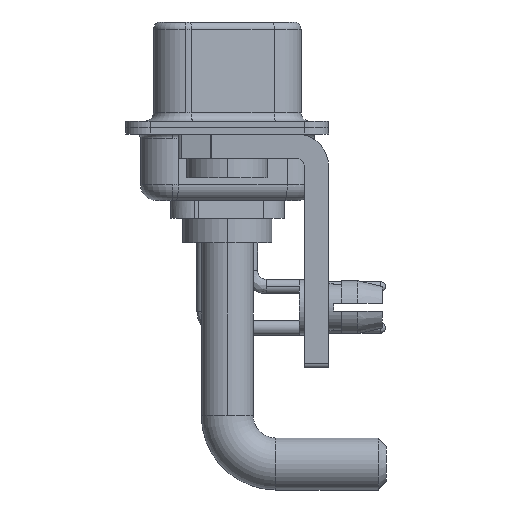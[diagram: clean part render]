
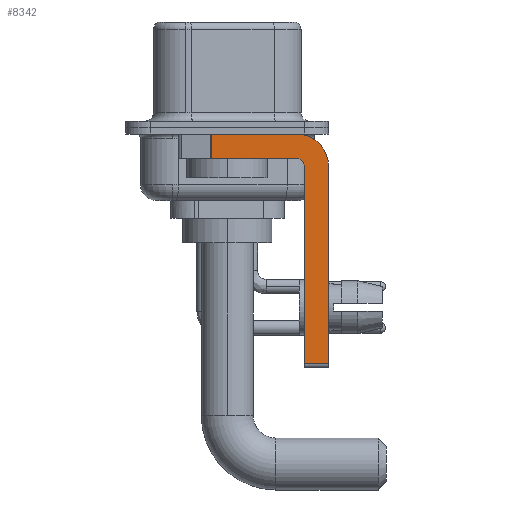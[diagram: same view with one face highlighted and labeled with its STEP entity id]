
A CAD part, left-side view. The second image highlights one B-rep face of the part: STEP entity #8342.
In plain terms, the highlighted planar face has unit normal (-1, 0, 0).
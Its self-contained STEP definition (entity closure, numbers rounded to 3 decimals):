
#82 = AXIS2_PLACEMENT_3D ( 'NONE', #20381, #14039, #22461 ) ;
#146 = CARTESIAN_POINT ( 'NONE',  ( -2.9, 0.978, -1.9 ) ) ;
#272 = EDGE_CURVE ( 'NONE', #24502, #16677, #8960, .T. ) ;
#505 = AXIS2_PLACEMENT_3D ( 'NONE', #18935, #25171, #18651 ) ;
#700 = ORIENTED_EDGE ( 'NONE', *, *, #3855, .F. ) ;
#1114 = DIRECTION ( 'NONE',  ( 0., 0., 1. ) ) ;
#1252 = CARTESIAN_POINT ( 'NONE',  ( -2.9, -4.75, -14.8 ) ) ;
#1376 = DIRECTION ( 'NONE',  ( 0., -1., 0. ) ) ;
#1411 = CIRCLE ( 'NONE', #82, 2. ) ;
#2354 = DIRECTION ( 'NONE',  ( 0., 0., -1. ) ) ;
#3589 = CARTESIAN_POINT ( 'NONE',  ( -2.9, -4.75, -2.4 ) ) ;
#3855 = EDGE_CURVE ( 'NONE', #9834, #11881, #18929, .T. ) ;
#4067 = CARTESIAN_POINT ( 'NONE',  ( -2.9, 0.978, -0.4 ) ) ;
#4719 = VECTOR ( 'NONE', #13612, 1000. ) ;
#4754 = AXIS2_PLACEMENT_3D ( 'NONE', #5673, #24747, #12182 ) ;
#4903 = LINE ( 'NONE', #22159, #4719 ) ;
#5053 = EDGE_CURVE ( 'NONE', #12042, #16677, #4903, .T. ) ;
#5601 = EDGE_CURVE ( 'NONE', #23414, #12042, #11801, .T. ) ;
#5673 = CARTESIAN_POINT ( 'NONE',  ( -2.9, -4.25, -2.4 ) ) ;
#6076 = VERTEX_POINT ( 'NONE', #13145 ) ;
#6102 = ORIENTED_EDGE ( 'NONE', *, *, #19319, .F. ) ;
#6306 = ORIENTED_EDGE ( 'NONE', *, *, #26175, .F. ) ;
#8342 = ADVANCED_FACE ( 'NONE', ( #11612 ), #21151, .F. ) ;
#8863 = CARTESIAN_POINT ( 'NONE',  ( -2.9, -6.25, -14.55 ) ) ;
#8960 = LINE ( 'NONE', #146, #25225 ) ;
#9432 = VECTOR ( 'NONE', #12775, 1000. ) ;
#9508 = VECTOR ( 'NONE', #20344, 1000. ) ;
#9834 = VERTEX_POINT ( 'NONE', #26533 ) ;
#9967 = VECTOR ( 'NONE', #1114, 1000. ) ;
#10274 = EDGE_LOOP ( 'NONE', ( #6306, #19392, #21694, #13114, #6102, #18341, #700, #24604 ) ) ;
#11351 = CARTESIAN_POINT ( 'NONE',  ( -2.9, -4.25, -1.9 ) ) ;
#11612 = FACE_OUTER_BOUND ( 'NONE', #10274, .T. ) ;
#11643 = CARTESIAN_POINT ( 'NONE',  ( -2.9, -6.25, -2.4 ) ) ;
#11801 = CIRCLE ( 'NONE', #4754, 0.5 ) ;
#11881 = VERTEX_POINT ( 'NONE', #8863 ) ;
#12042 = VERTEX_POINT ( 'NONE', #11351 ) ;
#12182 = DIRECTION ( 'NONE',  ( 0., 0., 1. ) ) ;
#12775 = DIRECTION ( 'NONE',  ( 0., -1., 0. ) ) ;
#13067 = EDGE_CURVE ( 'NONE', #17186, #9834, #1411, .T. ) ;
#13114 = ORIENTED_EDGE ( 'NONE', *, *, #5601, .F. ) ;
#13145 = CARTESIAN_POINT ( 'NONE',  ( -2.9, -4.75, -14.55 ) ) ;
#13612 = DIRECTION ( 'NONE',  ( 0., 1., 0. ) ) ;
#14039 = DIRECTION ( 'NONE',  ( 1., 0., 0. ) ) ;
#14709 = LINE ( 'NONE', #18842, #9432 ) ;
#15621 = LINE ( 'NONE', #24042, #16166 ) ;
#16166 = VECTOR ( 'NONE', #1376, 1000. ) ;
#16677 = VERTEX_POINT ( 'NONE', #25586 ) ;
#17186 = VERTEX_POINT ( 'NONE', #22862 ) ;
#17244 = EDGE_CURVE ( 'NONE', #6076, #11881, #14709, .T. ) ;
#18227 = LINE ( 'NONE', #1252, #9967 ) ;
#18341 = ORIENTED_EDGE ( 'NONE', *, *, #17244, .T. ) ;
#18651 = DIRECTION ( 'NONE',  ( 0., 0., -1. ) ) ;
#18842 = CARTESIAN_POINT ( 'NONE',  ( -2.9, -4.25, -14.55 ) ) ;
#18929 = LINE ( 'NONE', #11643, #9508 ) ;
#18935 = CARTESIAN_POINT ( 'NONE',  ( -2.9, -4.25, -2.4 ) ) ;
#19319 = EDGE_CURVE ( 'NONE', #6076, #23414, #18227, .T. ) ;
#19392 = ORIENTED_EDGE ( 'NONE', *, *, #272, .T. ) ;
#20344 = DIRECTION ( 'NONE',  ( 0., 0., -1. ) ) ;
#20381 = CARTESIAN_POINT ( 'NONE',  ( -2.9, -4.25, -2.4 ) ) ;
#21151 = PLANE ( 'NONE',  #505 ) ;
#21694 = ORIENTED_EDGE ( 'NONE', *, *, #5053, .F. ) ;
#22159 = CARTESIAN_POINT ( 'NONE',  ( -2.9, -4.25, -1.9 ) ) ;
#22461 = DIRECTION ( 'NONE',  ( 0., 0., -1. ) ) ;
#22862 = CARTESIAN_POINT ( 'NONE',  ( -2.9, -4.25, -0.4 ) ) ;
#23414 = VERTEX_POINT ( 'NONE', #3589 ) ;
#24042 = CARTESIAN_POINT ( 'NONE',  ( -2.9, 3., -0.4 ) ) ;
#24502 = VERTEX_POINT ( 'NONE', #4067 ) ;
#24604 = ORIENTED_EDGE ( 'NONE', *, *, #13067, .F. ) ;
#24747 = DIRECTION ( 'NONE',  ( -1., 0., 0. ) ) ;
#25171 = DIRECTION ( 'NONE',  ( 1., 0., 0. ) ) ;
#25225 = VECTOR ( 'NONE', #2354, 1000. ) ;
#25586 = CARTESIAN_POINT ( 'NONE',  ( -2.9, 0.978, -1.9 ) ) ;
#26175 = EDGE_CURVE ( 'NONE', #24502, #17186, #15621, .T. ) ;
#26533 = CARTESIAN_POINT ( 'NONE',  ( -2.9, -6.25, -2.4 ) ) ;
